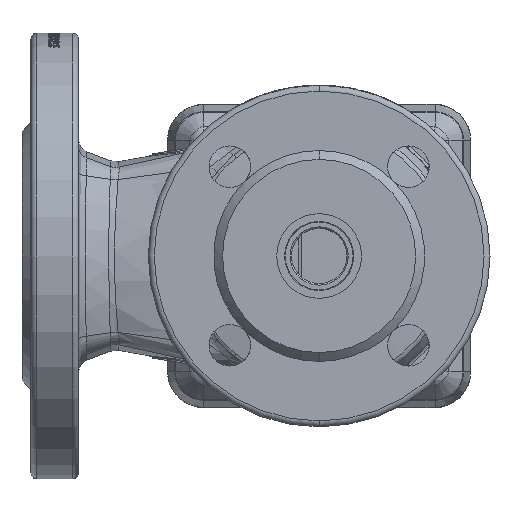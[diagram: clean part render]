
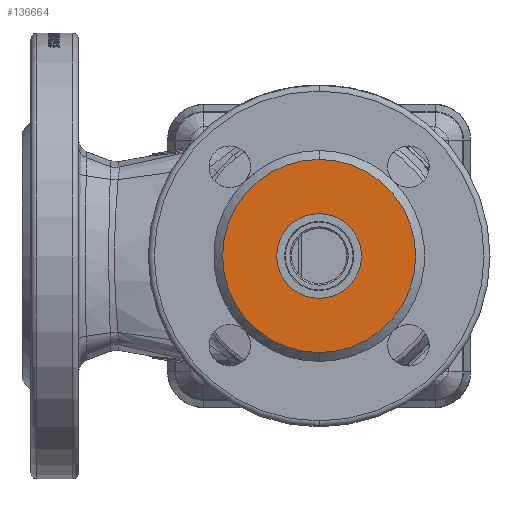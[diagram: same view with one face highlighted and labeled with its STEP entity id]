
A CAD part, front view. The second image highlights one B-rep face of the part: STEP entity #136664.
In plain terms, the highlighted planar face has unit normal (0, -1, 0).
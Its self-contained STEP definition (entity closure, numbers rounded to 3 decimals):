
#1368 = VERTEX_POINT ( 'NONE', #133650 ) ;
#3121 = AXIS2_PLACEMENT_3D ( 'NONE', #22134, #170249, #130853 ) ;
#3323 = DIRECTION ( 'NONE',  ( 0., 1., 0. ) ) ;
#4436 = FACE_BOUND ( 'NONE', #153873, .T. ) ;
#5278 = VERTEX_POINT ( 'NONE', #57103 ) ;
#13986 = AXIS2_PLACEMENT_3D ( 'NONE', #63101, #144328, #91552 ) ;
#14187 = EDGE_CURVE ( 'NONE', #1368, #19781, #101090, .T. ) ;
#17188 = ORIENTED_EDGE ( 'NONE', *, *, #173333, .F. ) ;
#19781 = VERTEX_POINT ( 'NONE', #78340 ) ;
#22134 = CARTESIAN_POINT ( 'NONE',  ( 0., -105., 0. ) ) ;
#26911 = VERTEX_POINT ( 'NONE', #118592 ) ;
#27142 = CARTESIAN_POINT ( 'NONE',  ( 0., -105., 0. ) ) ;
#44610 = CARTESIAN_POINT ( 'NONE',  ( 0., -105., 0. ) ) ;
#46795 = EDGE_LOOP ( 'NONE', ( #110898, #17188 ) ) ;
#57103 = CARTESIAN_POINT ( 'NONE',  ( 0., -105., -32.5 ) ) ;
#60409 = DIRECTION ( 'NONE',  ( 0., 0., -1. ) ) ;
#63101 = CARTESIAN_POINT ( 'NONE',  ( 0., -105., 0. ) ) ;
#69403 = ORIENTED_EDGE ( 'NONE', *, *, #111293, .T. ) ;
#78340 = CARTESIAN_POINT ( 'NONE',  ( 0., -105., 14.25 ) ) ;
#79739 = DIRECTION ( 'NONE',  ( 0., 0., -1. ) ) ;
#81134 = AXIS2_PLACEMENT_3D ( 'NONE', #155860, #3323, #60409 ) ;
#86579 = EDGE_CURVE ( 'NONE', #26911, #5278, #145408, .T. ) ;
#91552 = DIRECTION ( 'NONE',  ( 0., 0., -1. ) ) ;
#98105 = DIRECTION ( 'NONE',  ( 0., -1., 0. ) ) ;
#99611 = CIRCLE ( 'NONE', #3121, 32.5 ) ;
#101090 = CIRCLE ( 'NONE', #81134, 14.25 ) ;
#103106 = PLANE ( 'NONE',  #155981 ) ;
#109935 = DIRECTION ( 'NONE',  ( 0., 1., 0. ) ) ;
#110898 = ORIENTED_EDGE ( 'NONE', *, *, #86579, .F. ) ;
#111293 = EDGE_CURVE ( 'NONE', #19781, #1368, #136436, .T. ) ;
#118592 = CARTESIAN_POINT ( 'NONE',  ( 0., -105., 32.5 ) ) ;
#130730 = DIRECTION ( 'NONE',  ( 0., 0., -1. ) ) ;
#130853 = DIRECTION ( 'NONE',  ( 0., 0., -1. ) ) ;
#133650 = CARTESIAN_POINT ( 'NONE',  ( 0., -105., -14.25 ) ) ;
#136436 = CIRCLE ( 'NONE', #13986, 14.25 ) ;
#136664 = ADVANCED_FACE ( 'NONE', ( #158508, #4436 ), #103106, .T. ) ;
#144328 = DIRECTION ( 'NONE',  ( 0., 1., 0. ) ) ;
#145408 = CIRCLE ( 'NONE', #165402, 32.5 ) ;
#149447 = ORIENTED_EDGE ( 'NONE', *, *, #14187, .T. ) ;
#153873 = EDGE_LOOP ( 'NONE', ( #69403, #149447 ) ) ;
#155860 = CARTESIAN_POINT ( 'NONE',  ( 0., -105., 0. ) ) ;
#155981 = AXIS2_PLACEMENT_3D ( 'NONE', #44610, #98105, #130730 ) ;
#158508 = FACE_OUTER_BOUND ( 'NONE', #46795, .T. ) ;
#165402 = AXIS2_PLACEMENT_3D ( 'NONE', #27142, #109935, #79739 ) ;
#170249 = DIRECTION ( 'NONE',  ( 0., 1., 0. ) ) ;
#173333 = EDGE_CURVE ( 'NONE', #5278, #26911, #99611, .T. ) ;
